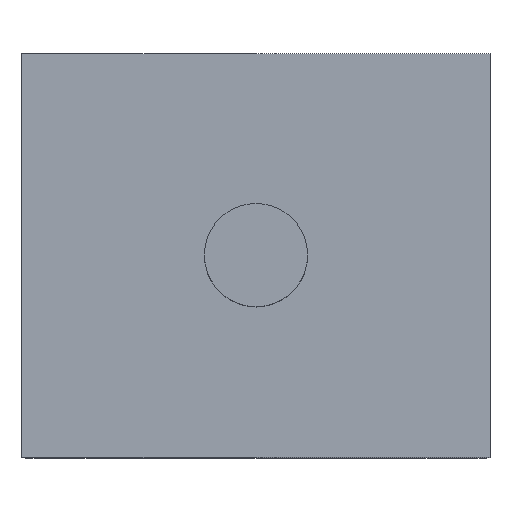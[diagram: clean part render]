
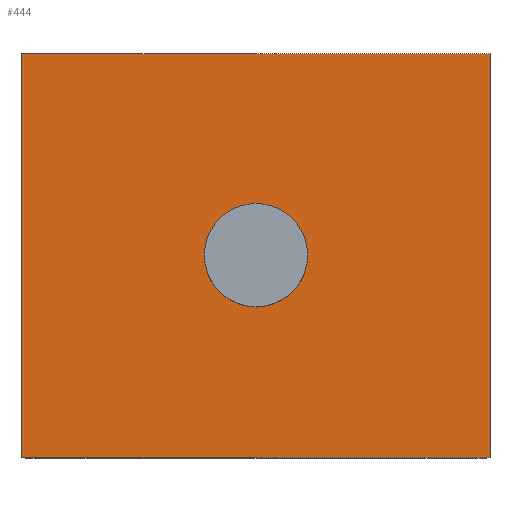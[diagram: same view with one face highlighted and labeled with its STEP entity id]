
A CAD part, top view. The second image highlights one B-rep face of the part: STEP entity #444.
In plain terms, the highlighted planar face has unit normal (0, 0, 1).
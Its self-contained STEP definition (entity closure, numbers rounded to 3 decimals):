
#83=DIRECTION('',(1.,0.,0.));
#84=VECTOR('',#83,29.);
#85=CARTESIAN_POINT('',(0.,0.,0.));
#86=LINE('',#85,#84);
#129=DIRECTION('',(0.,1.,0.));
#130=VECTOR('',#129,25.);
#131=CARTESIAN_POINT('',(0.,0.,0.));
#132=LINE('',#131,#130);
#136=CARTESIAN_POINT('',(14.5,12.5,0.));
#137=DIRECTION('',(0.,0.,1.));
#138=DIRECTION('',(1.,0.,0.));
#139=AXIS2_PLACEMENT_3D('',#136,#137,#138);
#144=CARTESIAN_POINT('',(14.5,12.5,0.));
#145=DIRECTION('',(0.,0.,1.));
#146=DIRECTION('',(-1.,0.,0.));
#147=AXIS2_PLACEMENT_3D('',#144,#145,#146);
#166=DIRECTION('',(0.,1.,0.));
#167=VECTOR('',#166,25.);
#168=CARTESIAN_POINT('',(29.,0.,0.));
#169=LINE('',#168,#167);
#205=DIRECTION('',(1.,0.,0.));
#206=VECTOR('',#205,29.);
#207=CARTESIAN_POINT('',(0.,25.,0.));
#208=LINE('',#207,#206);
#354=CARTESIAN_POINT('',(0.,0.,0.));
#355=CARTESIAN_POINT('',(29.,0.,0.));
#356=VERTEX_POINT('',#354);
#357=VERTEX_POINT('',#355);
#362=CARTESIAN_POINT('',(0.,25.,0.));
#363=CARTESIAN_POINT('',(29.,25.,0.));
#364=VERTEX_POINT('',#362);
#365=VERTEX_POINT('',#363);
#398=CARTESIAN_POINT('',(17.7,12.5,0.));
#399=CARTESIAN_POINT('',(11.3,12.5,0.));
#400=VERTEX_POINT('',#398);
#401=VERTEX_POINT('',#399);
#424=CARTESIAN_POINT('',(0.,0.,0.));
#425=DIRECTION('',(0.,0.,1.));
#426=DIRECTION('',(1.,0.,0.));
#427=AXIS2_PLACEMENT_3D('',#424,#425,#426);
#428=PLANE('',#427);
#429=ORIENTED_EDGE('',*,*,#407,.F.);
#431=ORIENTED_EDGE('',*,*,#430,.T.);
#433=ORIENTED_EDGE('',*,*,#432,.T.);
#435=ORIENTED_EDGE('',*,*,#434,.F.);
#436=EDGE_LOOP('',(#429,#431,#433,#435));
#437=FACE_OUTER_BOUND('',#436,.F.);
#439=ORIENTED_EDGE('',*,*,#438,.T.);
#441=ORIENTED_EDGE('',*,*,#440,.T.);
#442=EDGE_LOOP('',(#439,#441));
#443=FACE_BOUND('',#442,.F.);
#444=ADVANCED_FACE('',(#437,#443),#428,.T.);
#140=CIRCLE('',#139,3.2);
#148=CIRCLE('',#147,3.2);
#407=EDGE_CURVE('',#356,#357,#86,.T.);
#430=EDGE_CURVE('',#356,#364,#132,.T.);
#432=EDGE_CURVE('',#364,#365,#208,.T.);
#434=EDGE_CURVE('',#357,#365,#169,.T.);
#438=EDGE_CURVE('',#400,#401,#140,.T.);
#440=EDGE_CURVE('',#401,#400,#148,.T.);
